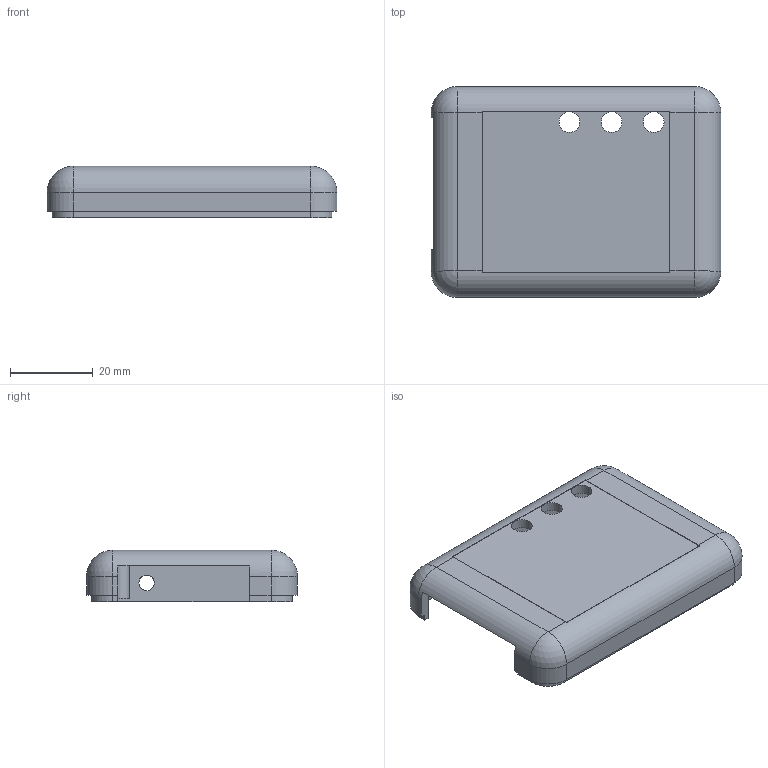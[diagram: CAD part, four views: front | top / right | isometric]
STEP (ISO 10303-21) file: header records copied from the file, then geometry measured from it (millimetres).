
FILE_DESCRIPTION(/* description */ (''),/* implementation_level */ '2;1');
FILE_NAME(/* name */ 'Samantha_Case_Top.ipt.stp',/* time_stamp */ '2014-12-18T17:44:42-08:00',/* author */ ('Autodesk Inc.'),/* organization */ (''),/* preprocessor_version */ 'ST-DEVELOPER v15.6',/* originating_system */ 'Autodesk Inventor 2015',/* authorisation */ '');
FILE_SCHEMA (('AUTOMOTIVE_DESIGN { 1 0 10303 214 3 1 1 }'));
Length unit declared in the file: millimetre
Products named in the file (1): Samantha_Case_Top
Bounding box: 69.85 x 50.8 x 12.45 mm (x, y, z)
Volume: 10757 mm3; surface area: 11179 mm2
Topology: 1 solids, 1 shells, 67 faces, 177 edges, 111 vertices
Faces by surface type: plane 31, cylinder 28, sphere 4, torus 4
Full cylindrical faces by diameter (mm): 2.286 x2, 3.734 x1, 4.775 x2, 5.004 x3
Entity records: 2072 total; most frequent: DIRECTION 358, CARTESIAN_POINT 337, ORIENTED_EDGE 314, EDGE_CURVE 157, AXIS2_PLACEMENT_3D 134, VERTEX_POINT 103, LINE 90, VECTOR 90
